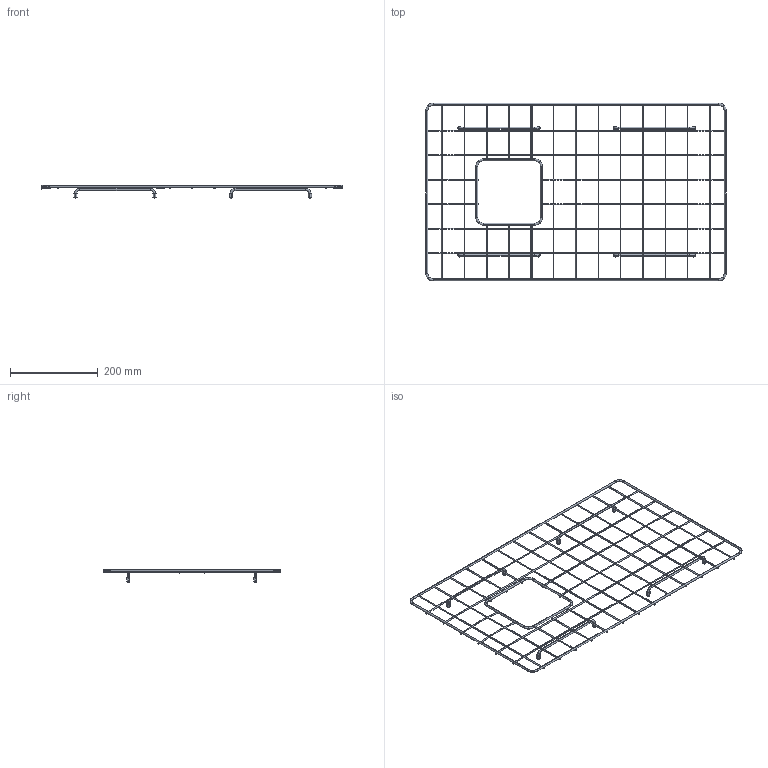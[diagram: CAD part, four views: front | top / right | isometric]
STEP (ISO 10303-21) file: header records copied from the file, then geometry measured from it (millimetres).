
FILE_DESCRIPTION((''),'2;1');
FILE_NAME('2300_2002_ASM','2021-10-13T',('timv'),(''),'CREO PARAMETRIC BY PTC INC, 2015080','CREO PARAMETRIC BY PTC INC, 2015080','');
FILE_SCHEMA(('CONFIG_CONTROL_DESIGN'));
Length unit declared in the file: millimetre
Products named in the file (21): CAN13C08971A4TX_4; CAN13C08971A4TX_5; CAN13C08971A4TX_6; CAN13C08971A4TX_31; CAN13C08971A4TX_7; CAN13C08971A4TX_11; CAN13C08971A4TX_12; CAN13C08971A4TX_13; CAN13C08971A4TX_14; CAN13C08971A4TX_16; CAN13C08971A4TX_17; CAN13C08971A4TX_19; CAN13C08971A4TX_22; CAN13C08971A4TX_23; CAN13C08971A4TX_24; CAN13C08971A4TX_27; CAN13C08971A4TX_32; GL-180; CAN13C08971A4TX_ASM; GLF-100; 2300_2002_ASM
Assembly tree (39 placements, depth 3):
  2300_2002_ASM
    CAN13C08971A4TX_ASM
      CAN13C08971A4TX_4
      CAN13C08971A4TX_5
      CAN13C08971A4TX_6
      CAN13C08971A4TX_31  x10
      CAN13C08971A4TX_7
      CAN13C08971A4TX_11
      CAN13C08971A4TX_12
      CAN13C08971A4TX_13
      CAN13C08971A4TX_14
      CAN13C08971A4TX_16
      CAN13C08971A4TX_17
      CAN13C08971A4TX_19
      CAN13C08971A4TX_22
      CAN13C08971A4TX_23
      CAN13C08971A4TX_24
      CAN13C08971A4TX_27
      CAN13C08971A4TX_32
      GL-180  x4
    GLF-100  x8
Bounding box: 686.5 x 406 x 30.4 mm (x, y, z)
Volume: 129205.9 mm3; surface area: 139974.3 mm2
Topology: 38 solids, 38 shells, 348 faces, 672 edges, 388 vertices
Faces by surface type: cylinder 108, torus 104, plane 72, cone 48, sphere 16
Entity records: 6245 total; most frequent: DIRECTION 1286, CARTESIAN_POINT 1121, ORIENTED_EDGE 820, AXIS2_PLACEMENT_3D 604, EDGE_CURVE 410, CIRCLE 308, VERTEX_POINT 239, EDGE_LOOP 207
